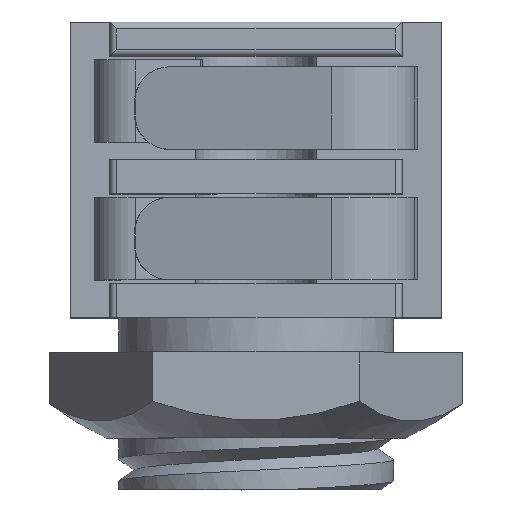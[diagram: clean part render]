
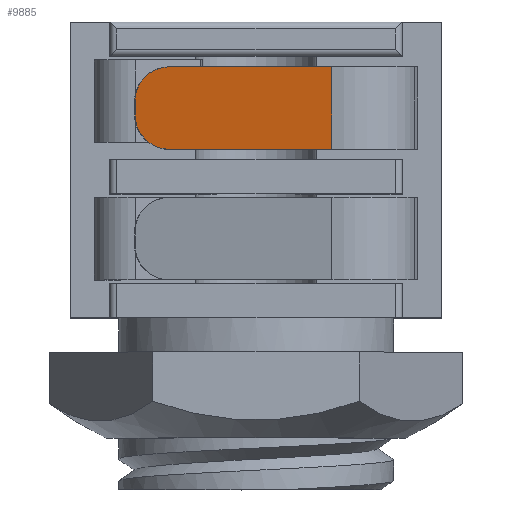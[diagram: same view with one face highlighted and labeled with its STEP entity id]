
A CAD part, top view. The second image highlights one B-rep face of the part: STEP entity #9885.
In plain terms, the highlighted planar face has unit normal (-0.241, 0, 0.971).
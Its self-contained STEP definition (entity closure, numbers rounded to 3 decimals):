
#9478 = PLANE('',#9479);
#9479 = AXIS2_PLACEMENT_3D('',#9480,#9481,#9482);
#9480 = CARTESIAN_POINT('',(-0.661,7.3,5.998));
#9481 = DIRECTION('',(0.,-1.,0.));
#9482 = DIRECTION('',(0.04,0.,
    0.999));
#9503 = VERTEX_POINT('',#9504);
#9504 = CARTESIAN_POINT('',(2.207,7.3,6.858));
#9530 = EDGE_CURVE('',#9503,#9531,#9533,.T.);
#9531 = VERTEX_POINT('',#9532);
#9532 = CARTESIAN_POINT('',(-2.507,7.3,5.688));
#9533 = SURFACE_CURVE('',#9534,(#9538,#9545),.PCURVE_S1.);
#9534 = LINE('',#9535,#9536);
#9535 = CARTESIAN_POINT('',(2.207,7.3,6.858));
#9536 = VECTOR('',#9537,1.);
#9537 = DIRECTION('',(-0.971,0.,-0.241));
#9538 = PCURVE('',#9478,#9539);
#9539 = DEFINITIONAL_REPRESENTATION('',(#9540),#9544);
#9540 = LINE('',#9541,#9542);
#9541 = CARTESIAN_POINT('',(0.975,-2.832));
#9542 = VECTOR('',#9543,1.);
#9543 = DIRECTION('',(-0.28,0.96));
#9544 = ( GEOMETRIC_REPRESENTATION_CONTEXT(2) 
PARAMETRIC_REPRESENTATION_CONTEXT() REPRESENTATION_CONTEXT('2D SPACE',''
  ) );
#9545 = PCURVE('',#9546,#9551);
#9546 = PLANE('',#9547);
#9547 = AXIS2_PLACEMENT_3D('',#9548,#9549,#9550);
#9548 = CARTESIAN_POINT('',(2.207,7.3,6.858));
#9549 = DIRECTION('',(0.241,0.,-0.971));
#9550 = DIRECTION('',(0.,-1.,0.));
#9551 = DEFINITIONAL_REPRESENTATION('',(#9552),#9556);
#9552 = LINE('',#9553,#9554);
#9553 = CARTESIAN_POINT('',(0.,0.));
#9554 = VECTOR('',#9555,1.);
#9555 = DIRECTION('',(-0.,1.));
#9556 = ( GEOMETRIC_REPRESENTATION_CONTEXT(2) 
PARAMETRIC_REPRESENTATION_CONTEXT() REPRESENTATION_CONTEXT('2D SPACE',''
  ) );
#9572 = CYLINDRICAL_SURFACE('',#9573,1.);
#9573 = AXIS2_PLACEMENT_3D('',#9574,#9575,#9576);
#9574 = CARTESIAN_POINT('',(-2.531,6.3,5.097));
#9575 = DIRECTION('',(0.04,0.,0.999));
#9576 = DIRECTION('',(0.,1.,0.));
#9605 = PLANE('',#9606);
#9606 = AXIS2_PLACEMENT_3D('',#9607,#9608,#9609);
#9607 = CARTESIAN_POINT('',(-0.661,4.9,5.998));
#9608 = DIRECTION('',(0.,1.,0.));
#9609 = DIRECTION('',(-0.04,0.,
    -0.999));
#9690 = PLANE('',#9691);
#9691 = AXIS2_PLACEMENT_3D('',#9692,#9693,#9694);
#9692 = CARTESIAN_POINT('',(-3.524,6.1,5.287));
#9693 = DIRECTION('',(0.999,0.,-0.04));
#9694 = DIRECTION('',(0.04,0.,0.999));
#9717 = CYLINDRICAL_SURFACE('',#9718,1.);
#9718 = AXIS2_PLACEMENT_3D('',#9719,#9720,#9721);
#9719 = CARTESIAN_POINT('',(-2.519,5.9,5.397));
#9720 = DIRECTION('',(-0.04,0.,-0.999));
#9721 = DIRECTION('',(-0.999,0.,0.04));
#9740 = VERTEX_POINT('',#9741);
#9741 = CARTESIAN_POINT('',(-3.518,6.3,5.437));
#9762 = EDGE_CURVE('',#9531,#9740,#9763,.T.);
#9763 = SURFACE_CURVE('',#9764,(#9769,#9782),.PCURVE_S1.);
#9764 = ELLIPSE('',#9765,1.042,1.);
#9765 = AXIS2_PLACEMENT_3D('',#9766,#9767,#9768);
#9766 = CARTESIAN_POINT('',(-2.507,6.3,5.688));
#9767 = DIRECTION('',(-0.241,0.,0.971));
#9768 = DIRECTION('',(0.971,0.,0.241));
#9769 = PCURVE('',#9572,#9770);
#9770 = DEFINITIONAL_REPRESENTATION('',(#9771),#9781);
#9771 = B_SPLINE_CURVE_WITH_KNOTS('',8,(#9772,#9773,#9774,#9775,#9776,
    #9777,#9778,#9779,#9780),.UNSPECIFIED.,.F.,.F.,(9,9),(1.571
    ,3.142),.PIECEWISE_BEZIER_KNOTS.);
#9772 = CARTESIAN_POINT('',(0.,0.591));
#9773 = CARTESIAN_POINT('',(0.196,0.534));
#9774 = CARTESIAN_POINT('',(0.393,0.477));
#9775 = CARTESIAN_POINT('',(0.589,0.423));
#9776 = CARTESIAN_POINT('',(0.785,0.376));
#9777 = CARTESIAN_POINT('',(0.982,0.338));
#9778 = CARTESIAN_POINT('',(1.178,0.313));
#9779 = CARTESIAN_POINT('',(1.374,0.3));
#9780 = CARTESIAN_POINT('',(1.571,0.3));
#9781 = ( GEOMETRIC_REPRESENTATION_CONTEXT(2) 
PARAMETRIC_REPRESENTATION_CONTEXT() REPRESENTATION_CONTEXT('2D SPACE',''
  ) );
#9782 = PCURVE('',#9546,#9783);
#9783 = DEFINITIONAL_REPRESENTATION('',(#9784),#9792);
#9784 = ( BOUNDED_CURVE() B_SPLINE_CURVE(2,(#9785,#9786,#9787,#9788,
#9789,#9790,#9791),.UNSPECIFIED.,.T.,.F.) B_SPLINE_CURVE_WITH_KNOTS((1,2
    ,2,2,2,1),(-2.094,0.,2.094,4.189,
6.283,8.378),.UNSPECIFIED.) CURVE() 
GEOMETRIC_REPRESENTATION_ITEM() RATIONAL_B_SPLINE_CURVE((1.,0.5,1.,0.5,
1.,0.5,1.)) REPRESENTATION_ITEM('') );
#9785 = CARTESIAN_POINT('',(1.,3.815));
#9786 = CARTESIAN_POINT('',(-0.732,3.815));
#9787 = CARTESIAN_POINT('',(0.134,5.378));
#9788 = CARTESIAN_POINT('',(1.,6.94));
#9789 = CARTESIAN_POINT('',(1.866,5.378));
#9790 = CARTESIAN_POINT('',(2.732,3.815));
#9791 = CARTESIAN_POINT('',(1.,3.815));
#9792 = ( GEOMETRIC_REPRESENTATION_CONTEXT(2) 
PARAMETRIC_REPRESENTATION_CONTEXT() REPRESENTATION_CONTEXT('2D SPACE',''
  ) );
#9848 = CYLINDRICAL_SURFACE('',#9849,2.024);
#9849 = AXIS2_PLACEMENT_3D('',#9850,#9851,#9852);
#9850 = CARTESIAN_POINT('',(2.655,7.3,4.884));
#9851 = DIRECTION('',(0.,-1.,0.));
#9852 = DIRECTION('',(0.02,0.,
    1.));
#9885 = ADVANCED_FACE('',(#9886),#9546,.F.);
#9886 = FACE_BOUND('',#9887,.F.);
#9887 = EDGE_LOOP('',(#9888,#9889,#9912,#9935,#9969,#9990));
#9888 = ORIENTED_EDGE('',*,*,#9530,.F.);
#9889 = ORIENTED_EDGE('',*,*,#9890,.T.);
#9890 = EDGE_CURVE('',#9503,#9891,#9893,.T.);
#9891 = VERTEX_POINT('',#9892);
#9892 = CARTESIAN_POINT('',(2.207,4.9,6.858));
#9893 = SURFACE_CURVE('',#9894,(#9898,#9905),.PCURVE_S1.);
#9894 = LINE('',#9895,#9896);
#9895 = CARTESIAN_POINT('',(2.207,7.3,6.858));
#9896 = VECTOR('',#9897,1.);
#9897 = DIRECTION('',(0.,-1.,0.));
#9898 = PCURVE('',#9546,#9899);
#9899 = DEFINITIONAL_REPRESENTATION('',(#9900),#9904);
#9900 = LINE('',#9901,#9902);
#9901 = CARTESIAN_POINT('',(-0.,0.));
#9902 = VECTOR('',#9903,1.);
#9903 = DIRECTION('',(1.,0.));
#9904 = ( GEOMETRIC_REPRESENTATION_CONTEXT(2) 
PARAMETRIC_REPRESENTATION_CONTEXT() REPRESENTATION_CONTEXT('2D SPACE',''
  ) );
#9905 = PCURVE('',#9848,#9906);
#9906 = DEFINITIONAL_REPRESENTATION('',(#9907),#9911);
#9907 = LINE('',#9908,#9909);
#9908 = CARTESIAN_POINT('',(6.526,0.));
#9909 = VECTOR('',#9910,1.);
#9910 = DIRECTION('',(0.,1.));
#9911 = ( GEOMETRIC_REPRESENTATION_CONTEXT(2) 
PARAMETRIC_REPRESENTATION_CONTEXT() REPRESENTATION_CONTEXT('2D SPACE',''
  ) );
#9912 = ORIENTED_EDGE('',*,*,#9913,.T.);
#9913 = EDGE_CURVE('',#9891,#9914,#9916,.T.);
#9914 = VERTEX_POINT('',#9915);
#9915 = CARTESIAN_POINT('',(-2.507,4.9,5.688));
#9916 = SURFACE_CURVE('',#9917,(#9921,#9928),.PCURVE_S1.);
#9917 = LINE('',#9918,#9919);
#9918 = CARTESIAN_POINT('',(2.207,4.9,6.858));
#9919 = VECTOR('',#9920,1.);
#9920 = DIRECTION('',(-0.971,0.,-0.241));
#9921 = PCURVE('',#9546,#9922);
#9922 = DEFINITIONAL_REPRESENTATION('',(#9923),#9927);
#9923 = LINE('',#9924,#9925);
#9924 = CARTESIAN_POINT('',(2.4,0.));
#9925 = VECTOR('',#9926,1.);
#9926 = DIRECTION('',(-0.,1.));
#9927 = ( GEOMETRIC_REPRESENTATION_CONTEXT(2) 
PARAMETRIC_REPRESENTATION_CONTEXT() REPRESENTATION_CONTEXT('2D SPACE',''
  ) );
#9928 = PCURVE('',#9605,#9929);
#9929 = DEFINITIONAL_REPRESENTATION('',(#9930),#9934);
#9930 = LINE('',#9931,#9932);
#9931 = CARTESIAN_POINT('',(-0.975,-2.832));
#9932 = VECTOR('',#9933,1.);
#9933 = DIRECTION('',(0.28,0.96));
#9934 = ( GEOMETRIC_REPRESENTATION_CONTEXT(2) 
PARAMETRIC_REPRESENTATION_CONTEXT() REPRESENTATION_CONTEXT('2D SPACE',''
  ) );
#9935 = ORIENTED_EDGE('',*,*,#9936,.F.);
#9936 = EDGE_CURVE('',#9937,#9914,#9939,.T.);
#9937 = VERTEX_POINT('',#9938);
#9938 = CARTESIAN_POINT('',(-3.518,5.9,5.437));
#9939 = SURFACE_CURVE('',#9940,(#9945,#9956),.PCURVE_S1.);
#9940 = ELLIPSE('',#9941,1.042,1.);
#9941 = AXIS2_PLACEMENT_3D('',#9942,#9943,#9944);
#9942 = CARTESIAN_POINT('',(-2.507,5.9,5.688));
#9943 = DIRECTION('',(-0.241,0.,0.971));
#9944 = DIRECTION('',(-0.971,0.,-0.241));
#9945 = PCURVE('',#9546,#9946);
#9946 = DEFINITIONAL_REPRESENTATION('',(#9947),#9955);
#9947 = ( BOUNDED_CURVE() B_SPLINE_CURVE(2,(#9948,#9949,#9950,#9951,
#9952,#9953,#9954),.UNSPECIFIED.,.T.,.F.) B_SPLINE_CURVE_WITH_KNOTS((1,2
    ,2,2,2,1),(-2.094,0.,2.094,4.189,
6.283,8.378),.UNSPECIFIED.) CURVE() 
GEOMETRIC_REPRESENTATION_ITEM() RATIONAL_B_SPLINE_CURVE((1.,0.5,1.,0.5,
1.,0.5,1.)) REPRESENTATION_ITEM('') );
#9948 = CARTESIAN_POINT('',(1.4,5.899));
#9949 = CARTESIAN_POINT('',(3.132,5.899));
#9950 = CARTESIAN_POINT('',(2.266,4.336));
#9951 = CARTESIAN_POINT('',(1.4,2.774));
#9952 = CARTESIAN_POINT('',(0.534,4.336));
#9953 = CARTESIAN_POINT('',(-0.332,5.899));
#9954 = CARTESIAN_POINT('',(1.4,5.899));
#9955 = ( GEOMETRIC_REPRESENTATION_CONTEXT(2) 
PARAMETRIC_REPRESENTATION_CONTEXT() REPRESENTATION_CONTEXT('2D SPACE',''
  ) );
#9956 = PCURVE('',#9717,#9957);
#9957 = DEFINITIONAL_REPRESENTATION('',(#9958),#9968);
#9958 = B_SPLINE_CURVE_WITH_KNOTS('',8,(#9959,#9960,#9961,#9962,#9963,
    #9964,#9965,#9966,#9967),.UNSPECIFIED.,.F.,.F.,(9,9),(0.,
    1.571),.PIECEWISE_BEZIER_KNOTS.);
#9959 = CARTESIAN_POINT('',(0.,0.));
#9960 = CARTESIAN_POINT('',(-0.196,0.));
#9961 = CARTESIAN_POINT('',(-0.393,-0.013));
#9962 = CARTESIAN_POINT('',(-0.589,-0.038));
#9963 = CARTESIAN_POINT('',(-0.785,-0.076));
#9964 = CARTESIAN_POINT('',(-0.982,-0.123));
#9965 = CARTESIAN_POINT('',(-1.178,-0.177));
#9966 = CARTESIAN_POINT('',(-1.374,-0.234));
#9967 = CARTESIAN_POINT('',(-1.571,-0.291));
#9968 = ( GEOMETRIC_REPRESENTATION_CONTEXT(2) 
PARAMETRIC_REPRESENTATION_CONTEXT() REPRESENTATION_CONTEXT('2D SPACE',''
  ) );
#9969 = ORIENTED_EDGE('',*,*,#9970,.F.);
#9970 = EDGE_CURVE('',#9740,#9937,#9971,.T.);
#9971 = SURFACE_CURVE('',#9972,(#9976,#9983),.PCURVE_S1.);
#9972 = LINE('',#9973,#9974);
#9973 = CARTESIAN_POINT('',(-3.518,7.3,5.437));
#9974 = VECTOR('',#9975,1.);
#9975 = DIRECTION('',(0.,-1.,0.));
#9976 = PCURVE('',#9546,#9977);
#9977 = DEFINITIONAL_REPRESENTATION('',(#9978),#9982);
#9978 = LINE('',#9979,#9980);
#9979 = CARTESIAN_POINT('',(0.,5.899));
#9980 = VECTOR('',#9981,1.);
#9981 = DIRECTION('',(1.,-0.));
#9982 = ( GEOMETRIC_REPRESENTATION_CONTEXT(2) 
PARAMETRIC_REPRESENTATION_CONTEXT() REPRESENTATION_CONTEXT('2D SPACE',''
  ) );
#9983 = PCURVE('',#9690,#9984);
#9984 = DEFINITIONAL_REPRESENTATION('',(#9985),#9989);
#9985 = LINE('',#9986,#9987);
#9986 = CARTESIAN_POINT('',(0.15,-1.2));
#9987 = VECTOR('',#9988,1.);
#9988 = DIRECTION('',(0.,1.));
#9989 = ( GEOMETRIC_REPRESENTATION_CONTEXT(2) 
PARAMETRIC_REPRESENTATION_CONTEXT() REPRESENTATION_CONTEXT('2D SPACE',''
  ) );
#9990 = ORIENTED_EDGE('',*,*,#9762,.F.);
